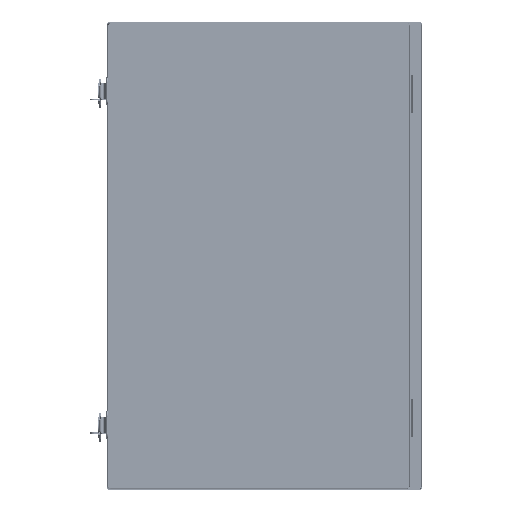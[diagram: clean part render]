
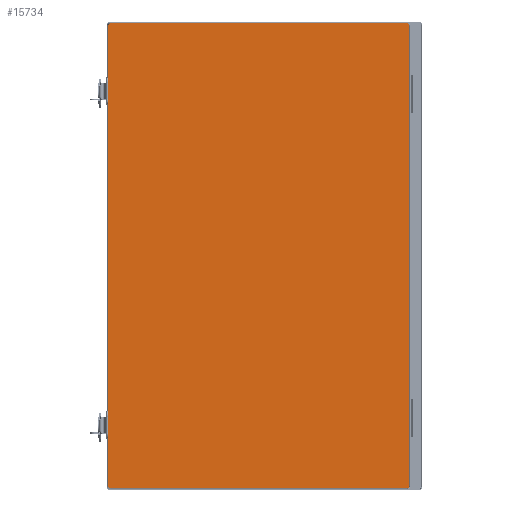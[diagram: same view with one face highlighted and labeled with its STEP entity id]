
A CAD part, top view. The second image highlights one B-rep face of the part: STEP entity #15734.
In plain terms, the highlighted planar face has unit normal (0, 0, 1).
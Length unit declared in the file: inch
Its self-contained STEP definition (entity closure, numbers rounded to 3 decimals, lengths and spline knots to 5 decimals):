
#284 = EDGE_CURVE ( 'NONE', #51431, #1853, #49724, .T. ) ;
#495 = CARTESIAN_POINT ( 'NONE',  ( 0.04392, 24.04614, 8.97638 ) ) ;
#1853 = VERTEX_POINT ( 'NONE', #25995 ) ;
#2350 = EDGE_CURVE ( 'NONE', #67174, #21988, #42996, .T. ) ;
#2649 = CARTESIAN_POINT ( 'NONE',  ( 15.44499, 24.04614, 8.97638 ) ) ;
#2734 = CARTESIAN_POINT ( 'NONE',  ( 15.52568, -0.0131, 8.97638 ) ) ;
#6461 = DIRECTION ( 'NONE',  ( 0., 1., 0. ) ) ;
#9272 = CARTESIAN_POINT ( 'NONE',  ( 15.44499, -0.0131, 8.97638 ) ) ;
#10895 = ORIENTED_EDGE ( 'NONE', *, *, #284, .F. ) ;
#11252 = ORIENTED_EDGE ( 'NONE', *, *, #66048, .F. ) ;
#11370 = LINE ( 'NONE', #21947, #45671 ) ;
#12082 = CARTESIAN_POINT ( 'NONE',  ( 7.98109, -0.0131, 8.97638 ) ) ;
#13278 = ORIENTED_EDGE ( 'NONE', *, *, #47357, .F. ) ;
#13481 = CARTESIAN_POINT ( 'NONE',  ( 15.5827, 0.12461, 8.97638 ) ) ;
#14923 = FACE_OUTER_BOUND ( 'NONE', #57384, .T. ) ;
#15019 = CARTESIAN_POINT ( 'NONE',  ( 0.12461, -0.0131, 8.97638 ) ) ;
#15734 = ADVANCED_FACE ( 'NONE', ( #14923 ), #59696, .F. ) ;
#15935 = CARTESIAN_POINT ( 'NONE',  ( 15.44499, 24.04614, 8.97638 ) ) ;
#21947 = CARTESIAN_POINT ( 'NONE',  ( 7.98109, 24.04614, 8.97638 ) ) ;
#21988 = VERTEX_POINT ( 'NONE', #70571 ) ;
#23368 = AXIS2_PLACEMENT_3D ( 'NONE', #65319, #70905, #37416 ) ;
#24971 = EDGE_CURVE ( 'NONE', #63546, #56378, #34222, .T. ) ;
#25995 = CARTESIAN_POINT ( 'NONE',  ( 0.12461, 24.04614, 8.97638 ) ) ;
#27554 = ORIENTED_EDGE ( 'NONE', *, *, #33676, .F. ) ;
#30939 = CARTESIAN_POINT ( 'NONE',  ( 15.5827, 12.01652, 8.97638 ) ) ;
#31062 = CARTESIAN_POINT ( 'NONE',  ( 0.12461, -0.0131, 8.97638 ) ) ;
#33448 =( BOUNDED_CURVE ( )  B_SPLINE_CURVE ( 3, ( #13481, #69586, #2734, #69345 ),
 .UNSPECIFIED., .F., .F. ) 
 B_SPLINE_CURVE_WITH_KNOTS ( ( 4, 4 ),
 ( 2.3568, 3.92638 ),
 .UNSPECIFIED. ) 
 CURVE ( )  GEOMETRIC_REPRESENTATION_ITEM ( )  RATIONAL_B_SPLINE_CURVE ( ( 1., 0.805, 0.805, 1. ) ) 
 REPRESENTATION_ITEM ( '' )  );
#33676 = EDGE_CURVE ( 'NONE', #56378, #50966, #52868, .T. ) ;
#34222 = LINE ( 'NONE', #12082, #62218 ) ;
#34322 = LINE ( 'NONE', #30939, #68464 ) ;
#34721 = EDGE_CURVE ( 'NONE', #1853, #67174, #11370, .T. ) ;
#35200 = ORIENTED_EDGE ( 'NONE', *, *, #2350, .F. ) ;
#35409 = VERTEX_POINT ( 'NONE', #45692 ) ;
#37416 = DIRECTION ( 'NONE',  ( -1., 0., 0. ) ) ;
#37940 = DIRECTION ( 'NONE',  ( 1., 0., 0. ) ) ;
#38231 = VECTOR ( 'NONE', #6461, 39.37008 ) ;
#41285 = CARTESIAN_POINT ( 'NONE',  ( -0.0131, 23.90843, 8.97638 ) ) ;
#42996 =( BOUNDED_CURVE ( )  B_SPLINE_CURVE ( 3, ( #2649, #53181, #48019, #64867 ),
 .UNSPECIFIED., .F., .F. ) 
 B_SPLINE_CURVE_WITH_KNOTS ( ( 4, 4 ),
 ( 5.4984, 7.06797 ),
 .UNSPECIFIED. ) 
 CURVE ( )  GEOMETRIC_REPRESENTATION_ITEM ( )  RATIONAL_B_SPLINE_CURVE ( ( 1., 0.805, 0.805, 1. ) ) 
 REPRESENTATION_ITEM ( '' )  );
#43297 = ORIENTED_EDGE ( 'NONE', *, *, #24971, .F. ) ;
#44295 = CARTESIAN_POINT ( 'NONE',  ( -0.0131, 23.98912, 8.97638 ) ) ;
#45594 = CARTESIAN_POINT ( 'NONE',  ( 0.12461, 24.04614, 8.97638 ) ) ;
#45671 = VECTOR ( 'NONE', #37940, 39.37008 ) ;
#45692 = CARTESIAN_POINT ( 'NONE',  ( 15.5827, 0.12461, 8.97638 ) ) ;
#46278 = CARTESIAN_POINT ( 'NONE',  ( -0.0131, 12.01652, 8.97638 ) ) ;
#47357 = EDGE_CURVE ( 'NONE', #50966, #51431, #54969, .T. ) ;
#48019 = CARTESIAN_POINT ( 'NONE',  ( 15.5827, 23.98912, 8.97638 ) ) ;
#48928 = CARTESIAN_POINT ( 'NONE',  ( -0.0131, 0.12461, 8.97638 ) ) ;
#49724 =( BOUNDED_CURVE ( )  B_SPLINE_CURVE ( 3, ( #41285, #44295, #495, #45594 ),
 .UNSPECIFIED., .F., .F. ) 
 B_SPLINE_CURVE_WITH_KNOTS ( ( 4, 4 ),
 ( 2.3568, 3.92638 ),
 .UNSPECIFIED. ) 
 CURVE ( )  GEOMETRIC_REPRESENTATION_ITEM ( )  RATIONAL_B_SPLINE_CURVE ( ( 1., 0.805, 0.805, 1. ) ) 
 REPRESENTATION_ITEM ( '' )  );
#50966 = VERTEX_POINT ( 'NONE', #70672 ) ;
#51431 = VERTEX_POINT ( 'NONE', #60858 ) ;
#52868 =( BOUNDED_CURVE ( )  B_SPLINE_CURVE ( 3, ( #15019, #70639, #71608, #48928 ),
 .UNSPECIFIED., .F., .F. ) 
 B_SPLINE_CURVE_WITH_KNOTS ( ( 4, 4 ),
 ( 5.4984, 7.06797 ),
 .UNSPECIFIED. ) 
 CURVE ( )  GEOMETRIC_REPRESENTATION_ITEM ( )  RATIONAL_B_SPLINE_CURVE ( ( 1., 0.805, 0.805, 1. ) ) 
 REPRESENTATION_ITEM ( '' )  );
#53181 = CARTESIAN_POINT ( 'NONE',  ( 15.52568, 24.04614, 8.97638 ) ) ;
#54969 = LINE ( 'NONE', #46278, #38231 ) ;
#56378 = VERTEX_POINT ( 'NONE', #31062 ) ;
#57009 = DIRECTION ( 'NONE',  ( -1., 0., 0. ) ) ;
#57384 = EDGE_LOOP ( 'NONE', ( #35200, #63500, #10895, #13278, #27554, #43297, #67487, #11252 ) ) ;
#59696 = PLANE ( 'NONE',  #23368 ) ;
#60858 = CARTESIAN_POINT ( 'NONE',  ( -0.0131, 23.90843, 8.97638 ) ) ;
#62218 = VECTOR ( 'NONE', #57009, 39.37008 ) ;
#63500 = ORIENTED_EDGE ( 'NONE', *, *, #34721, .F. ) ;
#63546 = VERTEX_POINT ( 'NONE', #9272 ) ;
#64867 = CARTESIAN_POINT ( 'NONE',  ( 15.5827, 23.90843, 8.97638 ) ) ;
#65319 = CARTESIAN_POINT ( 'NONE',  ( 7.98109, 12.01652, 8.97638 ) ) ;
#66048 = EDGE_CURVE ( 'NONE', #21988, #35409, #34322, .T. ) ;
#66109 = EDGE_CURVE ( 'NONE', #35409, #63546, #33448, .T. ) ;
#67174 = VERTEX_POINT ( 'NONE', #15935 ) ;
#67487 = ORIENTED_EDGE ( 'NONE', *, *, #66109, .F. ) ;
#68464 = VECTOR ( 'NONE', #70057, 39.37008 ) ;
#69345 = CARTESIAN_POINT ( 'NONE',  ( 15.44499, -0.0131, 8.97638 ) ) ;
#69586 = CARTESIAN_POINT ( 'NONE',  ( 15.5827, 0.04392, 8.97638 ) ) ;
#70057 = DIRECTION ( 'NONE',  ( 0., -1., 0. ) ) ;
#70571 = CARTESIAN_POINT ( 'NONE',  ( 15.5827, 23.90843, 8.97638 ) ) ;
#70639 = CARTESIAN_POINT ( 'NONE',  ( 0.04392, -0.0131, 8.97638 ) ) ;
#70672 = CARTESIAN_POINT ( 'NONE',  ( -0.0131, 0.12461, 8.97638 ) ) ;
#70905 = DIRECTION ( 'NONE',  ( 0., 0., -1. ) ) ;
#71608 = CARTESIAN_POINT ( 'NONE',  ( -0.0131, 0.04392, 8.97638 ) ) ;
